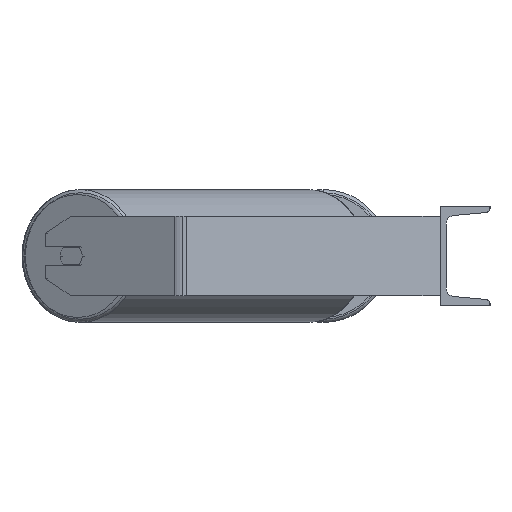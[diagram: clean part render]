
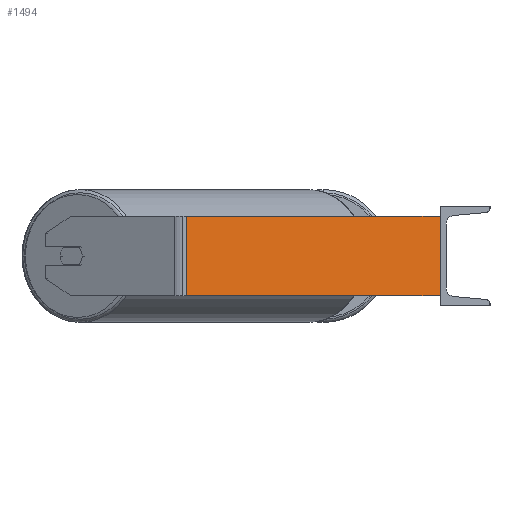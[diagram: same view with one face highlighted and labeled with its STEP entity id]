
A CAD part, left-side view. The second image highlights one B-rep face of the part: STEP entity #1494.
In plain terms, the highlighted planar face has unit normal (-0.966, -0.259, 0).
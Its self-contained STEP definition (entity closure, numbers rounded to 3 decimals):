
#27 = PLANE ( 'NONE',  #1935 ) ;
#102 = LINE ( 'NONE', #964, #2538 ) ;
#131 = VECTOR ( 'NONE', #1259, 1000. ) ;
#150 = DIRECTION ( 'NONE',  ( 0.966, 0.259, 0. ) ) ;
#287 = VERTEX_POINT ( 'NONE', #7926 ) ;
#816 = EDGE_CURVE ( 'NONE', #7350, #8797, #102, .T. ) ;
#964 = CARTESIAN_POINT ( 'NONE',  ( -685., 0., 40. ) ) ;
#1002 = EDGE_LOOP ( 'NONE', ( #2772, #6283, #7643, #7201 ) ) ;
#1259 = DIRECTION ( 'NONE',  ( 0.259, -0.966, 0. ) ) ;
#1297 = VERTEX_POINT ( 'NONE', #6179 ) ;
#1494 = ADVANCED_FACE ( 'NONE', ( #4286 ), #27, .F. ) ;
#1935 = AXIS2_PLACEMENT_3D ( 'NONE', #7857, #150, #7072 ) ;
#2530 = CARTESIAN_POINT ( 'NONE',  ( -685., 0., 40. ) ) ;
#2538 = VECTOR ( 'NONE', #6575, 1000. ) ;
#2772 = ORIENTED_EDGE ( 'NONE', *, *, #7005, .T. ) ;
#3243 = DIRECTION ( 'NONE',  ( 0., 0., -1. ) ) ;
#3342 = LINE ( 'NONE', #6803, #131 ) ;
#3897 = CARTESIAN_POINT ( 'NONE',  ( -754.524, 259.468, -40. ) ) ;
#4133 = CARTESIAN_POINT ( 'NONE',  ( -752.809, 253.067, 40. ) ) ;
#4278 = VECTOR ( 'NONE', #3243, 1000. ) ;
#4286 = FACE_OUTER_BOUND ( 'NONE', #1002, .T. ) ;
#4611 = EDGE_CURVE ( 'NONE', #1297, #287, #8413, .T. ) ;
#4659 = VECTOR ( 'NONE', #5236, 1000. ) ;
#5236 = DIRECTION ( 'NONE',  ( 0.259, -0.966, 0. ) ) ;
#6179 = CARTESIAN_POINT ( 'NONE',  ( -752.809, 253.067, 40. ) ) ;
#6283 = ORIENTED_EDGE ( 'NONE', *, *, #816, .F. ) ;
#6575 = DIRECTION ( 'NONE',  ( 0., 0., -1. ) ) ;
#6803 = CARTESIAN_POINT ( 'NONE',  ( -754.524, 259.468, 40. ) ) ;
#7005 = EDGE_CURVE ( 'NONE', #287, #8797, #8175, .T. ) ;
#7072 = DIRECTION ( 'NONE',  ( -0.259, 0.966, 0. ) ) ;
#7201 = ORIENTED_EDGE ( 'NONE', *, *, #4611, .T. ) ;
#7350 = VERTEX_POINT ( 'NONE', #2530 ) ;
#7643 = ORIENTED_EDGE ( 'NONE', *, *, #7849, .F. ) ;
#7849 = EDGE_CURVE ( 'NONE', #1297, #7350, #3342, .T. ) ;
#7857 = CARTESIAN_POINT ( 'NONE',  ( -754.524, 259.468, 40. ) ) ;
#7926 = CARTESIAN_POINT ( 'NONE',  ( -752.809, 253.067, -40. ) ) ;
#8175 = LINE ( 'NONE', #3897, #4659 ) ;
#8199 = CARTESIAN_POINT ( 'NONE',  ( -685., 0., -40. ) ) ;
#8413 = LINE ( 'NONE', #4133, #4278 ) ;
#8797 = VERTEX_POINT ( 'NONE', #8199 ) ;
